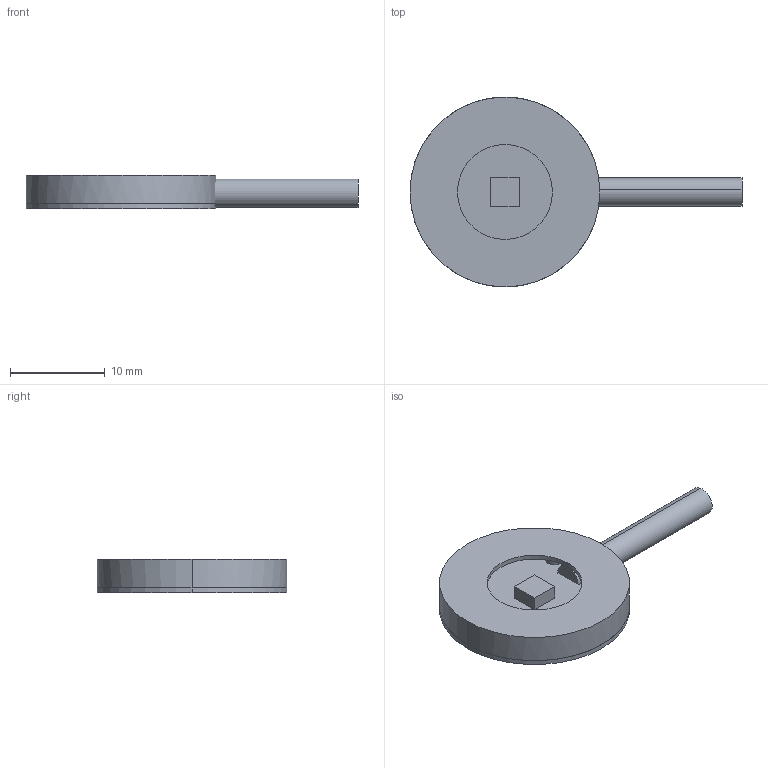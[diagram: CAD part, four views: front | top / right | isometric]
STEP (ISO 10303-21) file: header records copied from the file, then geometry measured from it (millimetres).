
FILE_DESCRIPTION (( 'STEP AP214' ), '1' );
FILE_NAME ('装配体-前后脚结构件-20220705.STEP', '2022-07-05T10:25:29', ( '' ), ( '' ), 'SwSTEP 2.0', 'SolidWorks 2016', '' );
FILE_SCHEMA (( 'AUTOMOTIVE_DESIGN' ));
Length unit declared in the file: millimetre
Products named in the file (5): ヶ綴褐沺え; ヶ綴褐PCB; ヶ褐賦凳璃; 装配体-前后脚结构件-20220705; ヶ綴褐盄
Assembly tree (4 placements, depth 2):
  装配体-前后脚结构件-20220705
    ヶ褐賦凳璃
    ヶ綴褐PCB
    ヶ綴褐沺え
    ヶ綴褐盄
Bounding box: 34.97 x 20 x 3.5 mm (x, y, z)
Volume: 825.5 mm3; surface area: 2273.1 mm2
Topology: 4 solids, 4 shells, 66 faces, 144 edges, 93 vertices
Faces by surface type: cylinder 33, plane 27, bspline 6
Entity records: 3049 total; most frequent: CARTESIAN_POINT 1088, DIRECTION 312, ORIENTED_EDGE 288, EDGE_CURVE 144, AXIS2_PLACEMENT_3D 123, VERTEX_POINT 93, EDGE_LOOP 81, ADVANCED_FACE 66
